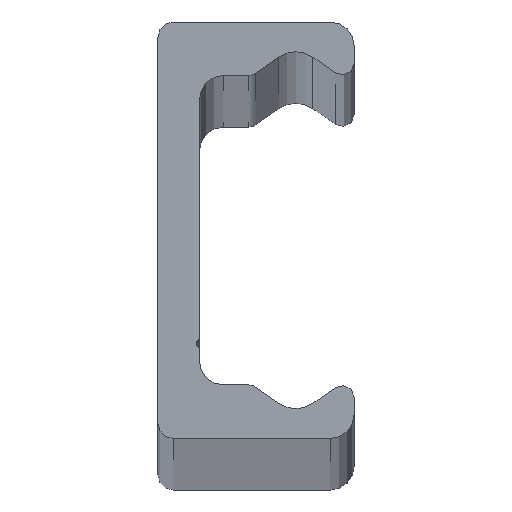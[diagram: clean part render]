
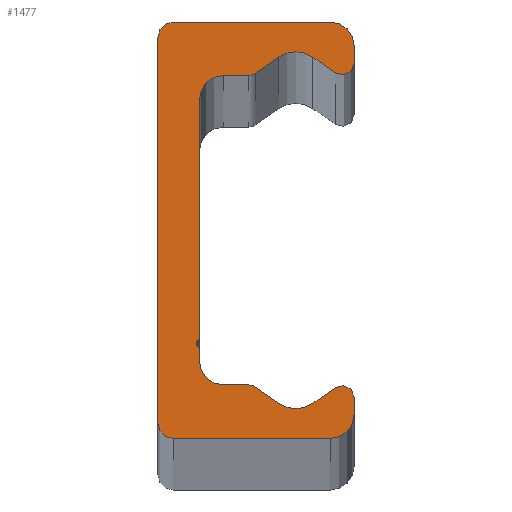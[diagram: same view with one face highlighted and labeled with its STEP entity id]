
A CAD part, top view. The second image highlights one B-rep face of the part: STEP entity #1477.
In plain terms, the highlighted planar face has unit normal (0, 0, 1).
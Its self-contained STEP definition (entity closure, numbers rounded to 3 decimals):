
#34=VECTOR('',#1999,1.);
#39=VECTOR('',#2011,1.);
#43=VECTOR('',#2022,1.);
#47=VECTOR('',#2033,1.);
#51=VECTOR('',#2044,1.);
#55=VECTOR('',#2055,1.);
#59=VECTOR('',#2066,1.);
#63=VECTOR('',#2077,1.);
#67=VECTOR('',#2088,1.);
#71=VECTOR('',#2099,1.);
#75=VECTOR('',#2110,1.);
#79=VECTOR('',#2121,1.);
#83=VECTOR('',#2132,1.);
#86=LINE('',#2392,#34);
#91=LINE('',#2407,#39);
#95=LINE('',#2419,#43);
#99=LINE('',#2431,#47);
#103=LINE('',#2443,#51);
#107=LINE('',#2455,#55);
#111=LINE('',#2467,#59);
#115=LINE('',#2479,#63);
#119=LINE('',#2491,#67);
#123=LINE('',#2503,#71);
#127=LINE('',#2515,#75);
#131=LINE('',#2527,#79);
#135=LINE('',#2539,#83);
#151=PLANE('',#1686);
#277=VERTEX_POINT('',#2393);
#278=VERTEX_POINT('',#2394);
#281=VERTEX_POINT('',#2402);
#283=VERTEX_POINT('',#2408);
#285=VERTEX_POINT('',#2414);
#287=VERTEX_POINT('',#2420);
#289=VERTEX_POINT('',#2426);
#291=VERTEX_POINT('',#2432);
#293=VERTEX_POINT('',#2438);
#295=VERTEX_POINT('',#2444);
#297=VERTEX_POINT('',#2450);
#299=VERTEX_POINT('',#2456);
#301=VERTEX_POINT('',#2462);
#303=VERTEX_POINT('',#2468);
#305=VERTEX_POINT('',#2474);
#307=VERTEX_POINT('',#2480);
#309=VERTEX_POINT('',#2486);
#311=VERTEX_POINT('',#2492);
#313=VERTEX_POINT('',#2498);
#315=VERTEX_POINT('',#2504);
#317=VERTEX_POINT('',#2510);
#319=VERTEX_POINT('',#2516);
#321=VERTEX_POINT('',#2522);
#323=VERTEX_POINT('',#2528);
#325=VERTEX_POINT('',#2534);
#327=VERTEX_POINT('',#2540);
#422=CIRCLE('',#1636,2.);
#424=CIRCLE('',#1640,1.);
#426=CIRCLE('',#1644,2.5);
#428=CIRCLE('',#1648,1.);
#430=CIRCLE('',#1652,2.);
#432=CIRCLE('',#1656,0.5);
#434=CIRCLE('',#1660,2.);
#436=CIRCLE('',#1664,1.);
#438=CIRCLE('',#1668,2.5);
#440=CIRCLE('',#1672,1.);
#442=CIRCLE('',#1676,2.);
#444=CIRCLE('',#1680,1.3);
#446=CIRCLE('',#1684,1.3);
#541=EDGE_CURVE('',#277,#278,#86,.T.);
#545=EDGE_CURVE('',#278,#281,#422,.T.);
#548=EDGE_CURVE('',#281,#283,#91,.T.);
#551=EDGE_CURVE('',#283,#285,#424,.T.);
#554=EDGE_CURVE('',#285,#287,#95,.T.);
#557=EDGE_CURVE('',#287,#289,#426,.T.);
#560=EDGE_CURVE('',#289,#291,#99,.T.);
#563=EDGE_CURVE('',#291,#293,#428,.T.);
#566=EDGE_CURVE('',#293,#295,#103,.T.);
#569=EDGE_CURVE('',#295,#297,#430,.T.);
#572=EDGE_CURVE('',#297,#299,#107,.T.);
#575=EDGE_CURVE('',#299,#301,#432,.T.);
#578=EDGE_CURVE('',#301,#303,#111,.T.);
#581=EDGE_CURVE('',#303,#305,#434,.T.);
#584=EDGE_CURVE('',#305,#307,#115,.T.);
#587=EDGE_CURVE('',#307,#309,#436,.T.);
#590=EDGE_CURVE('',#309,#311,#119,.T.);
#593=EDGE_CURVE('',#311,#313,#438,.T.);
#596=EDGE_CURVE('',#313,#315,#123,.T.);
#599=EDGE_CURVE('',#315,#317,#440,.T.);
#602=EDGE_CURVE('',#317,#319,#127,.T.);
#605=EDGE_CURVE('',#319,#321,#442,.T.);
#608=EDGE_CURVE('',#321,#323,#131,.T.);
#611=EDGE_CURVE('',#323,#325,#444,.T.);
#614=EDGE_CURVE('',#325,#327,#135,.T.);
#617=EDGE_CURVE('',#327,#277,#446,.T.);
#909=ORIENTED_EDGE('',*,*,#541,.F.);
#910=ORIENTED_EDGE('',*,*,#617,.F.);
#911=ORIENTED_EDGE('',*,*,#614,.F.);
#912=ORIENTED_EDGE('',*,*,#611,.F.);
#913=ORIENTED_EDGE('',*,*,#608,.F.);
#914=ORIENTED_EDGE('',*,*,#605,.F.);
#915=ORIENTED_EDGE('',*,*,#602,.F.);
#916=ORIENTED_EDGE('',*,*,#599,.F.);
#917=ORIENTED_EDGE('',*,*,#596,.F.);
#918=ORIENTED_EDGE('',*,*,#593,.F.);
#919=ORIENTED_EDGE('',*,*,#590,.F.);
#920=ORIENTED_EDGE('',*,*,#587,.F.);
#921=ORIENTED_EDGE('',*,*,#584,.F.);
#922=ORIENTED_EDGE('',*,*,#581,.F.);
#923=ORIENTED_EDGE('',*,*,#578,.F.);
#924=ORIENTED_EDGE('',*,*,#575,.F.);
#925=ORIENTED_EDGE('',*,*,#572,.F.);
#926=ORIENTED_EDGE('',*,*,#569,.F.);
#927=ORIENTED_EDGE('',*,*,#566,.F.);
#928=ORIENTED_EDGE('',*,*,#563,.F.);
#929=ORIENTED_EDGE('',*,*,#560,.F.);
#930=ORIENTED_EDGE('',*,*,#557,.F.);
#931=ORIENTED_EDGE('',*,*,#554,.F.);
#932=ORIENTED_EDGE('',*,*,#551,.F.);
#933=ORIENTED_EDGE('',*,*,#548,.F.);
#934=ORIENTED_EDGE('',*,*,#545,.F.);
#1173=EDGE_LOOP('',(#909,#910,#911,#912,#913,#914,#915,#916,#917,#918,#919,
#920,#921,#922,#923,#924,#925,#926,#927,#928,#929,#930,#931,#932,#933,#934));
#1387=FACE_BOUND('',#1173,.T.);
#1477=ADVANCED_FACE('',(#1387),#151,.T.);
#1636=AXIS2_PLACEMENT_3D('',#2401,#2005,#2006);
#1640=AXIS2_PLACEMENT_3D('',#2413,#2016,#2017);
#1644=AXIS2_PLACEMENT_3D('',#2425,#2027,#2028);
#1648=AXIS2_PLACEMENT_3D('',#2437,#2038,#2039);
#1652=AXIS2_PLACEMENT_3D('',#2449,#2049,#2050);
#1656=AXIS2_PLACEMENT_3D('',#2461,#2060,#2061);
#1660=AXIS2_PLACEMENT_3D('',#2473,#2071,#2072);
#1664=AXIS2_PLACEMENT_3D('',#2485,#2082,#2083);
#1668=AXIS2_PLACEMENT_3D('',#2497,#2093,#2094);
#1672=AXIS2_PLACEMENT_3D('',#2509,#2104,#2105);
#1676=AXIS2_PLACEMENT_3D('',#2521,#2115,#2116);
#1680=AXIS2_PLACEMENT_3D('',#2533,#2126,#2127);
#1684=AXIS2_PLACEMENT_3D('',#2545,#2137,#2138);
#1686=AXIS2_PLACEMENT_3D('',#2547,#2141,$);
#1999=DIRECTION('',(1.,0.,0.));
#2005=DIRECTION('',(0.,0.,-1.));
#2006=DIRECTION('',(2.,0.,0.));
#2011=DIRECTION('',(0.,-1.,0.));
#2016=DIRECTION('',(0.,0.,-1.));
#2017=DIRECTION('',(1.,0.,0.));
#2022=DIRECTION('',(-0.819,0.574,0.));
#2027=DIRECTION('',(0.,0.,1.));
#2028=DIRECTION('',(2.5,0.,0.));
#2033=DIRECTION('',(-0.819,-0.574,0.));
#2038=DIRECTION('',(0.,0.,-1.));
#2039=DIRECTION('',(1.,0.,0.));
#2044=DIRECTION('',(-1.,0.,0.));
#2049=DIRECTION('',(0.,0.,1.));
#2050=DIRECTION('',(2.,0.,0.));
#2055=DIRECTION('',(0.,-1.,0.));
#2060=DIRECTION('',(0.,0.,1.));
#2061=DIRECTION('',(0.5,0.,0.));
#2066=DIRECTION('',(0.,-1.,0.));
#2071=DIRECTION('',(0.,0.,1.));
#2072=DIRECTION('',(2.,0.,0.));
#2077=DIRECTION('',(1.,0.,0.));
#2082=DIRECTION('',(0.,0.,-1.));
#2083=DIRECTION('',(1.,0.,0.));
#2088=DIRECTION('',(0.819,-0.574,0.));
#2093=DIRECTION('',(0.,0.,1.));
#2094=DIRECTION('',(2.5,0.,0.));
#2099=DIRECTION('',(0.819,0.574,0.));
#2104=DIRECTION('',(0.,0.,-1.));
#2105=DIRECTION('',(1.,0.,0.));
#2110=DIRECTION('',(0.,-1.,0.));
#2115=DIRECTION('',(0.,0.,-1.));
#2116=DIRECTION('',(2.,0.,0.));
#2121=DIRECTION('',(-1.,0.,0.));
#2126=DIRECTION('',(0.,0.,-1.));
#2127=DIRECTION('',(1.3,0.,0.));
#2132=DIRECTION('',(0.,1.,0.));
#2137=DIRECTION('',(0.,0.,-1.));
#2138=DIRECTION('',(1.3,0.,0.));
#2141=DIRECTION('',(0.,0.,1.));
#2392=CARTESIAN_POINT('',(14.5,17.5,2480.));
#2393=CARTESIAN_POINT('',(1.3,17.5,2480.));
#2394=CARTESIAN_POINT('',(14.5,17.5,2480.));
#2401=CARTESIAN_POINT('',(14.5,15.5,2480.));
#2402=CARTESIAN_POINT('',(16.5,15.5,2480.));
#2407=CARTESIAN_POINT('',(16.5,14.042,2480.));
#2408=CARTESIAN_POINT('',(16.5,14.042,2480.));
#2413=CARTESIAN_POINT('',(15.5,14.042,2480.));
#2414=CARTESIAN_POINT('',(14.926,13.223,2480.));
#2419=CARTESIAN_POINT('',(13.034,14.548,2480.));
#2420=CARTESIAN_POINT('',(13.034,14.548,2480.));
#2425=CARTESIAN_POINT('',(11.6,12.5,2480.));
#2426=CARTESIAN_POINT('',(10.166,14.548,2480.));
#2431=CARTESIAN_POINT('',(8.214,13.181,2480.));
#2432=CARTESIAN_POINT('',(8.214,13.181,2480.));
#2437=CARTESIAN_POINT('',(7.64,14.,2480.));
#2438=CARTESIAN_POINT('',(7.64,13.,2480.));
#2443=CARTESIAN_POINT('',(5.5,13.,2480.));
#2444=CARTESIAN_POINT('',(5.5,13.,2480.));
#2449=CARTESIAN_POINT('',(5.5,11.,2480.));
#2450=CARTESIAN_POINT('',(3.5,11.,2480.));
#2455=CARTESIAN_POINT('',(3.5,-9.067,2480.));
#2456=CARTESIAN_POINT('',(3.5,-9.067,2480.));
#2461=CARTESIAN_POINT('',(3.75,-9.5,2480.));
#2462=CARTESIAN_POINT('',(3.5,-9.933,2480.));
#2467=CARTESIAN_POINT('',(3.5,-11.,2480.));
#2468=CARTESIAN_POINT('',(3.5,-11.,2480.));
#2473=CARTESIAN_POINT('',(5.5,-11.,2480.));
#2474=CARTESIAN_POINT('',(5.5,-13.,2480.));
#2479=CARTESIAN_POINT('',(7.64,-13.,2480.));
#2480=CARTESIAN_POINT('',(7.64,-13.,2480.));
#2485=CARTESIAN_POINT('',(7.64,-14.,2480.));
#2486=CARTESIAN_POINT('',(8.214,-13.181,2480.));
#2491=CARTESIAN_POINT('',(10.166,-14.548,2480.));
#2492=CARTESIAN_POINT('',(10.166,-14.548,2480.));
#2497=CARTESIAN_POINT('',(11.6,-12.5,2480.));
#2498=CARTESIAN_POINT('',(13.034,-14.548,2480.));
#2503=CARTESIAN_POINT('',(14.926,-13.223,2480.));
#2504=CARTESIAN_POINT('',(14.926,-13.223,2480.));
#2509=CARTESIAN_POINT('',(15.5,-14.042,2480.));
#2510=CARTESIAN_POINT('',(16.5,-14.042,2480.));
#2515=CARTESIAN_POINT('',(16.5,-15.5,2480.));
#2516=CARTESIAN_POINT('',(16.5,-15.5,2480.));
#2521=CARTESIAN_POINT('',(14.5,-15.5,2480.));
#2522=CARTESIAN_POINT('',(14.5,-17.5,2480.));
#2527=CARTESIAN_POINT('',(1.3,-17.5,2480.));
#2528=CARTESIAN_POINT('',(1.3,-17.5,2480.));
#2533=CARTESIAN_POINT('',(1.3,-16.2,2480.));
#2534=CARTESIAN_POINT('',(0.,-16.2,2480.));
#2539=CARTESIAN_POINT('',(0.,16.2,2480.));
#2540=CARTESIAN_POINT('',(0.,16.2,2480.));
#2545=CARTESIAN_POINT('',(1.3,16.2,2480.));
#2547=CARTESIAN_POINT('',(5.942,-0.014,2480.));
